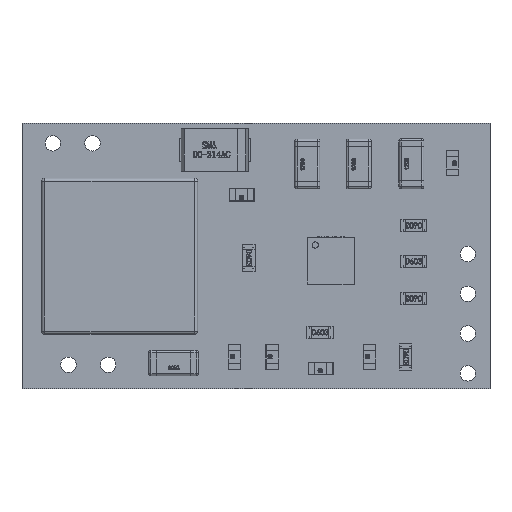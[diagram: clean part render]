
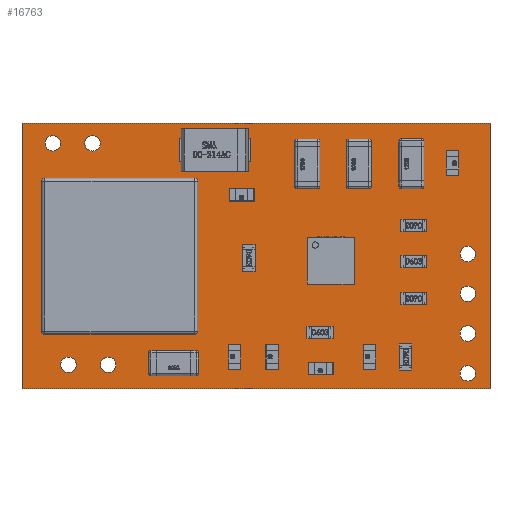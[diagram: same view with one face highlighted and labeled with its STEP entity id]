
A CAD part, top view. The second image highlights one B-rep face of the part: STEP entity #16763.
In plain terms, the highlighted planar face has unit normal (0, 0, 1).
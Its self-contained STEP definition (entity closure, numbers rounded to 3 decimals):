
#450=CIRCLE('',#17861,0.495);
#452=CIRCLE('',#17864,0.495);
#454=CIRCLE('',#17867,0.495);
#456=CIRCLE('',#17870,0.495);
#458=CIRCLE('',#17873,0.495);
#460=CIRCLE('',#17876,0.495);
#462=CIRCLE('',#17879,0.495);
#464=CIRCLE('',#17882,0.495);
#578=FACE_BOUND('',#5985,.T.);
#579=FACE_BOUND('',#5986,.T.);
#580=FACE_BOUND('',#5987,.T.);
#581=FACE_BOUND('',#5988,.T.);
#582=FACE_BOUND('',#5989,.T.);
#583=FACE_BOUND('',#5990,.T.);
#584=FACE_BOUND('',#5991,.T.);
#585=FACE_BOUND('',#5992,.T.);
#2196=LINE('',#40985,#3810);
#2197=LINE('',#40987,#3811);
#2198=LINE('',#40989,#3812);
#2199=LINE('',#40990,#3813);
#3810=VECTOR('',#21155,1000.);
#3811=VECTOR('',#21156,1000.);
#3812=VECTOR('',#21157,1000.);
#3813=VECTOR('',#21158,1000.);
#5020=FACE_OUTER_BOUND('',#5984,.T.);
#5984=EDGE_LOOP('',(#15194,#15195,#15196,#15197));
#5985=EDGE_LOOP('',(#15198));
#5986=EDGE_LOOP('',(#15199));
#5987=EDGE_LOOP('',(#15200));
#5988=EDGE_LOOP('',(#15201));
#5989=EDGE_LOOP('',(#15202));
#5990=EDGE_LOOP('',(#15203));
#5991=EDGE_LOOP('',(#15204));
#5992=EDGE_LOOP('',(#15205));
#8151=VERTEX_POINT('',#40935);
#8153=VERTEX_POINT('',#40941);
#8155=VERTEX_POINT('',#40947);
#8157=VERTEX_POINT('',#40953);
#8159=VERTEX_POINT('',#40959);
#8161=VERTEX_POINT('',#40965);
#8163=VERTEX_POINT('',#40971);
#8165=VERTEX_POINT('',#40977);
#8167=VERTEX_POINT('',#40983);
#8168=VERTEX_POINT('',#40984);
#8169=VERTEX_POINT('',#40986);
#8170=VERTEX_POINT('',#40988);
#10492=EDGE_CURVE('',#8151,#8151,#450,.T.);
#10495=EDGE_CURVE('',#8153,#8153,#452,.T.);
#10498=EDGE_CURVE('',#8155,#8155,#454,.T.);
#10501=EDGE_CURVE('',#8157,#8157,#456,.T.);
#10504=EDGE_CURVE('',#8159,#8159,#458,.T.);
#10507=EDGE_CURVE('',#8161,#8161,#460,.T.);
#10510=EDGE_CURVE('',#8163,#8163,#462,.T.);
#10513=EDGE_CURVE('',#8165,#8165,#464,.T.);
#10516=EDGE_CURVE('',#8167,#8168,#2196,.T.);
#10517=EDGE_CURVE('',#8168,#8169,#2197,.T.);
#10518=EDGE_CURVE('',#8169,#8170,#2198,.T.);
#10519=EDGE_CURVE('',#8170,#8167,#2199,.T.);
#15194=ORIENTED_EDGE('',*,*,#10516,.T.);
#15195=ORIENTED_EDGE('',*,*,#10517,.T.);
#15196=ORIENTED_EDGE('',*,*,#10518,.T.);
#15197=ORIENTED_EDGE('',*,*,#10519,.T.);
#15198=ORIENTED_EDGE('',*,*,#10513,.F.);
#15199=ORIENTED_EDGE('',*,*,#10510,.F.);
#15200=ORIENTED_EDGE('',*,*,#10507,.F.);
#15201=ORIENTED_EDGE('',*,*,#10504,.F.);
#15202=ORIENTED_EDGE('',*,*,#10501,.F.);
#15203=ORIENTED_EDGE('',*,*,#10498,.F.);
#15204=ORIENTED_EDGE('',*,*,#10495,.F.);
#15205=ORIENTED_EDGE('',*,*,#10492,.F.);
#15765=PLANE('',#17884);
#16763=ADVANCED_FACE('',(#5020,#578,#579,#580,#581,#582,#583,#584,#585),
#15765,.F.);
#17861=AXIS2_PLACEMENT_3D('',#40936,#21099,#21100);
#17864=AXIS2_PLACEMENT_3D('',#40942,#21106,#21107);
#17867=AXIS2_PLACEMENT_3D('',#40948,#21113,#21114);
#17870=AXIS2_PLACEMENT_3D('',#40954,#21120,#21121);
#17873=AXIS2_PLACEMENT_3D('',#40960,#21127,#21128);
#17876=AXIS2_PLACEMENT_3D('',#40966,#21134,#21135);
#17879=AXIS2_PLACEMENT_3D('',#40972,#21141,#21142);
#17882=AXIS2_PLACEMENT_3D('',#40978,#21148,#21149);
#17884=AXIS2_PLACEMENT_3D('',#40982,#21153,#21154);
#21099=DIRECTION('center_axis',(0.,0.,1.));
#21100=DIRECTION('ref_axis',(1.,0.,0.));
#21106=DIRECTION('center_axis',(0.,0.,1.));
#21107=DIRECTION('ref_axis',(1.,0.,0.));
#21113=DIRECTION('center_axis',(0.,0.,1.));
#21114=DIRECTION('ref_axis',(1.,0.,0.));
#21120=DIRECTION('center_axis',(0.,0.,1.));
#21121=DIRECTION('ref_axis',(1.,0.,0.));
#21127=DIRECTION('center_axis',(0.,0.,1.));
#21128=DIRECTION('ref_axis',(1.,0.,0.));
#21134=DIRECTION('center_axis',(0.,0.,1.));
#21135=DIRECTION('ref_axis',(1.,0.,0.));
#21141=DIRECTION('center_axis',(0.,0.,1.));
#21142=DIRECTION('ref_axis',(1.,0.,0.));
#21148=DIRECTION('center_axis',(0.,0.,1.));
#21149=DIRECTION('ref_axis',(1.,0.,0.));
#21153=DIRECTION('center_axis',(0.,0.,-1.));
#21154=DIRECTION('ref_axis',(0.,-1.,0.));
#21155=DIRECTION('',(1.,0.,0.));
#21156=DIRECTION('',(0.,1.,0.));
#21157=DIRECTION('',(-1.,0.,0.));
#21158=DIRECTION('',(0.,-1.,0.));
#40935=CARTESIAN_POINT('',(4.678,2.519,0.411));
#40936=CARTESIAN_POINT('Origin',(5.174,2.519,0.411));
#40941=CARTESIAN_POINT('',(7.228,2.519,0.411));
#40942=CARTESIAN_POINT('Origin',(7.724,2.519,0.411));
#40947=CARTESIAN_POINT('',(3.678,16.719,0.411));
#40948=CARTESIAN_POINT('Origin',(4.174,16.719,0.411));
#40953=CARTESIAN_POINT('',(6.228,16.719,0.411));
#40954=CARTESIAN_POINT('Origin',(6.724,16.719,0.411));
#40959=CARTESIAN_POINT('',(30.278,4.519,0.411));
#40960=CARTESIAN_POINT('Origin',(30.774,4.519,0.411));
#40965=CARTESIAN_POINT('',(30.278,1.969,0.411));
#40966=CARTESIAN_POINT('Origin',(30.774,1.969,0.411));
#40971=CARTESIAN_POINT('',(30.278,9.619,0.411));
#40972=CARTESIAN_POINT('Origin',(30.774,9.619,0.411));
#40977=CARTESIAN_POINT('',(30.278,7.069,0.411));
#40978=CARTESIAN_POINT('Origin',(30.774,7.069,0.411));
#40982=CARTESIAN_POINT('Origin',(2.199,0.994,0.411));
#40983=CARTESIAN_POINT('',(2.199,0.994,0.411));
#40984=CARTESIAN_POINT('',(32.199,0.994,0.411));
#40985=CARTESIAN_POINT('',(2.199,0.994,0.411));
#40986=CARTESIAN_POINT('',(32.199,17.994,0.411));
#40987=CARTESIAN_POINT('',(32.199,0.994,0.411));
#40988=CARTESIAN_POINT('',(2.199,17.994,0.411));
#40989=CARTESIAN_POINT('',(32.199,17.994,0.411));
#40990=CARTESIAN_POINT('',(2.199,17.994,0.411));
